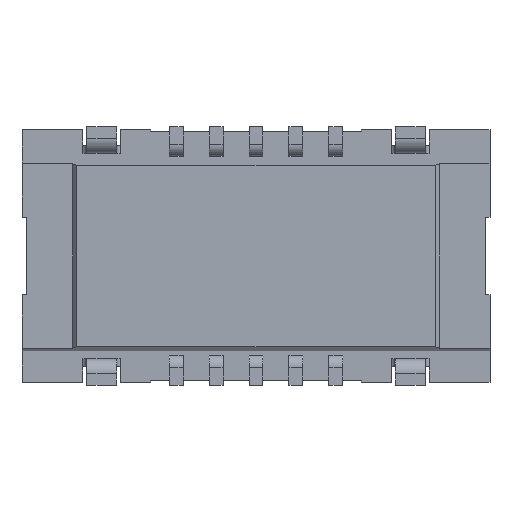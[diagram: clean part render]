
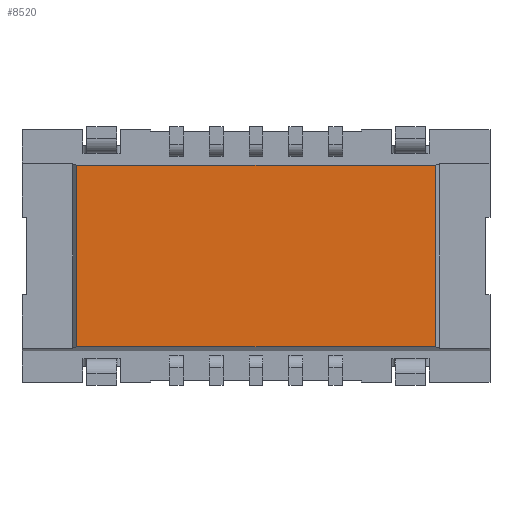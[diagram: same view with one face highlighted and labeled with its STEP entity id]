
A CAD part, front view. The second image highlights one B-rep face of the part: STEP entity #8520.
In plain terms, the highlighted planar face has unit normal (0, -1, 0).
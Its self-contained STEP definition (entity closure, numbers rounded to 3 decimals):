
#2036=DIRECTION('',(1.,0.,0.));
#2037=VECTOR('',#2036,3.6);
#2038=CARTESIAN_POINT('',(-1.8,0.02,-0.91));
#2039=LINE('',#2038,#2037);
#2044=DIRECTION('',(0.,0.,-1.));
#2045=VECTOR('',#2044,1.82);
#2046=CARTESIAN_POINT('',(1.8,0.02,0.91));
#2047=LINE('',#2046,#2045);
#2048=DIRECTION('',(0.,0.,-1.));
#2049=VECTOR('',#2048,1.82);
#2050=CARTESIAN_POINT('',(-1.8,0.02,0.91));
#2051=LINE('',#2050,#2049);
#2052=DIRECTION('',(1.,0.,0.));
#2053=VECTOR('',#2052,3.6);
#2054=CARTESIAN_POINT('',(-1.8,0.02,0.91));
#2055=LINE('',#2054,#2053);
#4677=CARTESIAN_POINT('',(1.8,0.02,0.91));
#4678=CARTESIAN_POINT('',(1.8,0.02,-0.91));
#4679=VERTEX_POINT('',#4677);
#4680=VERTEX_POINT('',#4678);
#4681=CARTESIAN_POINT('',(-1.8,0.02,0.91));
#4682=CARTESIAN_POINT('',(-1.8,0.02,-0.91));
#4683=VERTEX_POINT('',#4681);
#4684=VERTEX_POINT('',#4682);
#8508=CARTESIAN_POINT('',(-2.35,0.02,0.91));
#8509=DIRECTION('',(0.,-1.,0.));
#8510=DIRECTION('',(0.,0.,-1.));
#8511=AXIS2_PLACEMENT_3D('',#8508,#8509,#8510);
#8512=PLANE('',#8511);
#8514=ORIENTED_EDGE('',*,*,#8513,.T.);
#8515=ORIENTED_EDGE('',*,*,#8488,.F.);
#8516=ORIENTED_EDGE('',*,*,#8500,.F.);
#8517=ORIENTED_EDGE('',*,*,#6112,.T.);
#8518=EDGE_LOOP('',(#8514,#8515,#8516,#8517));
#8519=FACE_OUTER_BOUND('',#8518,.F.);
#8520=ADVANCED_FACE('',(#8519),#8512,.T.);
#6112=EDGE_CURVE('',#4683,#4679,#2055,.T.);
#8488=EDGE_CURVE('',#4684,#4680,#2039,.T.);
#8500=EDGE_CURVE('',#4683,#4684,#2051,.T.);
#8513=EDGE_CURVE('',#4679,#4680,#2047,.T.);
